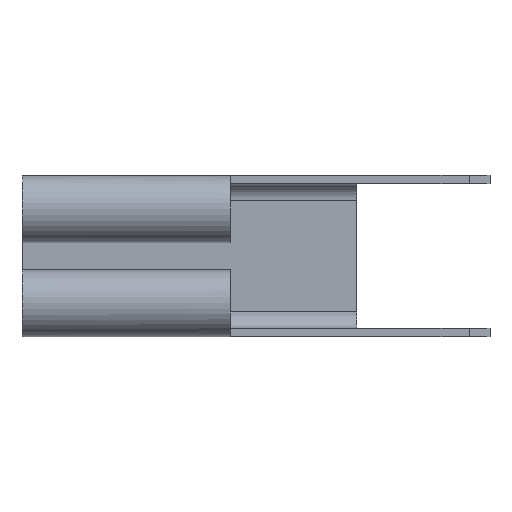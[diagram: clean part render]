
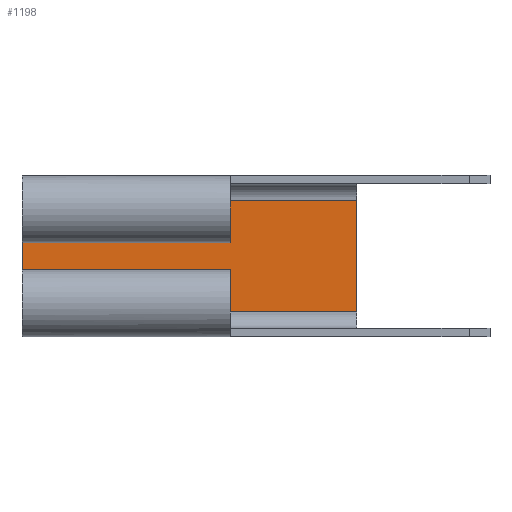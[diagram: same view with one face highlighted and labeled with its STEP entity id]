
A CAD part, left-side view. The second image highlights one B-rep face of the part: STEP entity #1198.
In plain terms, the highlighted planar face has unit normal (-1, 0, 0).
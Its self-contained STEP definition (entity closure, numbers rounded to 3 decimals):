
#100 = PLANE('',#101);
#101 = AXIS2_PLACEMENT_3D('',#102,#103,#104);
#102 = CARTESIAN_POINT('',(2.18,3.18,3.86));
#103 = DIRECTION('',(0.,-1.,0.));
#104 = DIRECTION('',(0.,0.,-1.));
#463 = EDGE_CURVE('',#464,#466,#468,.T.);
#464 = VERTEX_POINT('',#465);
#465 = CARTESIAN_POINT('',(1.98,3.18,3.26));
#466 = VERTEX_POINT('',#467);
#467 = CARTESIAN_POINT('',(1.98,3.18,0.6));
#468 = SURFACE_CURVE('',#469,(#473,#480),.PCURVE_S1.);
#469 = LINE('',#470,#471);
#470 = CARTESIAN_POINT('',(1.98,3.18,3.86));
#471 = VECTOR('',#472,1.);
#472 = DIRECTION('',(0.,0.,-1.));
#473 = PCURVE('',#100,#474);
#474 = DEFINITIONAL_REPRESENTATION('',(#475),#479);
#475 = LINE('',#476,#477);
#476 = CARTESIAN_POINT('',(0.,-0.2));
#477 = VECTOR('',#478,1.);
#478 = DIRECTION('',(1.,0.));
#479 = ( GEOMETRIC_REPRESENTATION_CONTEXT(2) 
PARAMETRIC_REPRESENTATION_CONTEXT() REPRESENTATION_CONTEXT('2D SPACE',''
  ) );
#480 = PCURVE('',#481,#486);
#481 = PLANE('',#482);
#482 = AXIS2_PLACEMENT_3D('',#483,#484,#485);
#483 = CARTESIAN_POINT('',(1.98,7.18,1.93));
#484 = DIRECTION('',(1.,0.,0.));
#485 = DIRECTION('',(0.,0.,1.));
#486 = DEFINITIONAL_REPRESENTATION('',(#487),#491);
#487 = LINE('',#488,#489);
#488 = CARTESIAN_POINT('',(1.93,4.));
#489 = VECTOR('',#490,1.);
#490 = DIRECTION('',(-1.,0.));
#491 = ( GEOMETRIC_REPRESENTATION_CONTEXT(2) 
PARAMETRIC_REPRESENTATION_CONTEXT() REPRESENTATION_CONTEXT('2D SPACE',''
  ) );
#508 = CYLINDRICAL_SURFACE('',#509,0.4);
#509 = AXIS2_PLACEMENT_3D('',#510,#511,#512);
#510 = CARTESIAN_POINT('',(1.58,3.18,0.6));
#511 = DIRECTION('',(0.,1.,0.));
#512 = DIRECTION('',(0.,0.,-1.));
#843 = PLANE('',#844);
#844 = AXIS2_PLACEMENT_3D('',#845,#846,#847);
#845 = CARTESIAN_POINT('',(2.18,11.18,0.));
#846 = DIRECTION('',(0.,1.,0.));
#847 = DIRECTION('',(0.,0.,1.));
#1198 = ADVANCED_FACE('',(#1199),#481,.F.);
#1199 = FACE_BOUND('',#1200,.F.);
#1200 = EDGE_LOOP('',(#1201,#1226,#1252,#1253));
#1201 = ORIENTED_EDGE('',*,*,#1202,.T.);
#1202 = EDGE_CURVE('',#1203,#1205,#1207,.T.);
#1203 = VERTEX_POINT('',#1204);
#1204 = CARTESIAN_POINT('',(1.98,11.18,0.6));
#1205 = VERTEX_POINT('',#1206);
#1206 = CARTESIAN_POINT('',(1.98,11.18,3.26));
#1207 = SURFACE_CURVE('',#1208,(#1212,#1219),.PCURVE_S1.);
#1208 = LINE('',#1209,#1210);
#1209 = CARTESIAN_POINT('',(1.98,11.18,0.));
#1210 = VECTOR('',#1211,1.);
#1211 = DIRECTION('',(0.,0.,1.));
#1212 = PCURVE('',#481,#1213);
#1213 = DEFINITIONAL_REPRESENTATION('',(#1214),#1218);
#1214 = LINE('',#1215,#1216);
#1215 = CARTESIAN_POINT('',(-1.93,-4.));
#1216 = VECTOR('',#1217,1.);
#1217 = DIRECTION('',(1.,0.));
#1218 = ( GEOMETRIC_REPRESENTATION_CONTEXT(2) 
PARAMETRIC_REPRESENTATION_CONTEXT() REPRESENTATION_CONTEXT('2D SPACE',''
  ) );
#1219 = PCURVE('',#843,#1220);
#1220 = DEFINITIONAL_REPRESENTATION('',(#1221),#1225);
#1221 = LINE('',#1222,#1223);
#1222 = CARTESIAN_POINT('',(0.,-0.2));
#1223 = VECTOR('',#1224,1.);
#1224 = DIRECTION('',(1.,0.));
#1225 = ( GEOMETRIC_REPRESENTATION_CONTEXT(2) 
PARAMETRIC_REPRESENTATION_CONTEXT() REPRESENTATION_CONTEXT('2D SPACE',''
  ) );
#1226 = ORIENTED_EDGE('',*,*,#1227,.F.);
#1227 = EDGE_CURVE('',#464,#1205,#1228,.T.);
#1228 = SURFACE_CURVE('',#1229,(#1233,#1240),.PCURVE_S1.);
#1229 = LINE('',#1230,#1231);
#1230 = CARTESIAN_POINT('',(1.98,3.18,3.26));
#1231 = VECTOR('',#1232,1.);
#1232 = DIRECTION('',(0.,1.,0.));
#1233 = PCURVE('',#481,#1234);
#1234 = DEFINITIONAL_REPRESENTATION('',(#1235),#1239);
#1235 = LINE('',#1236,#1237);
#1236 = CARTESIAN_POINT('',(1.33,4.));
#1237 = VECTOR('',#1238,1.);
#1238 = DIRECTION('',(0.,-1.));
#1239 = ( GEOMETRIC_REPRESENTATION_CONTEXT(2) 
PARAMETRIC_REPRESENTATION_CONTEXT() REPRESENTATION_CONTEXT('2D SPACE',''
  ) );
#1240 = PCURVE('',#1241,#1246);
#1241 = CYLINDRICAL_SURFACE('',#1242,0.4);
#1242 = AXIS2_PLACEMENT_3D('',#1243,#1244,#1245);
#1243 = CARTESIAN_POINT('',(1.58,3.18,3.26));
#1244 = DIRECTION('',(0.,1.,0.));
#1245 = DIRECTION('',(1.,0.,0.));
#1246 = DEFINITIONAL_REPRESENTATION('',(#1247),#1251);
#1247 = LINE('',#1248,#1249);
#1248 = CARTESIAN_POINT('',(-0.,0.));
#1249 = VECTOR('',#1250,1.);
#1250 = DIRECTION('',(-0.,1.));
#1251 = ( GEOMETRIC_REPRESENTATION_CONTEXT(2) 
PARAMETRIC_REPRESENTATION_CONTEXT() REPRESENTATION_CONTEXT('2D SPACE',''
  ) );
#1252 = ORIENTED_EDGE('',*,*,#463,.T.);
#1253 = ORIENTED_EDGE('',*,*,#1254,.T.);
#1254 = EDGE_CURVE('',#466,#1203,#1255,.T.);
#1255 = SURFACE_CURVE('',#1256,(#1260,#1267),.PCURVE_S1.);
#1256 = LINE('',#1257,#1258);
#1257 = CARTESIAN_POINT('',(1.98,3.18,0.6));
#1258 = VECTOR('',#1259,1.);
#1259 = DIRECTION('',(0.,1.,0.));
#1260 = PCURVE('',#481,#1261);
#1261 = DEFINITIONAL_REPRESENTATION('',(#1262),#1266);
#1262 = LINE('',#1263,#1264);
#1263 = CARTESIAN_POINT('',(-1.33,4.));
#1264 = VECTOR('',#1265,1.);
#1265 = DIRECTION('',(0.,-1.));
#1266 = ( GEOMETRIC_REPRESENTATION_CONTEXT(2) 
PARAMETRIC_REPRESENTATION_CONTEXT() REPRESENTATION_CONTEXT('2D SPACE',''
  ) );
#1267 = PCURVE('',#508,#1268);
#1268 = DEFINITIONAL_REPRESENTATION('',(#1269),#1273);
#1269 = LINE('',#1270,#1271);
#1270 = CARTESIAN_POINT('',(-1.571,0.));
#1271 = VECTOR('',#1272,1.);
#1272 = DIRECTION('',(-0.,1.));
#1273 = ( GEOMETRIC_REPRESENTATION_CONTEXT(2) 
PARAMETRIC_REPRESENTATION_CONTEXT() REPRESENTATION_CONTEXT('2D SPACE',''
  ) );
